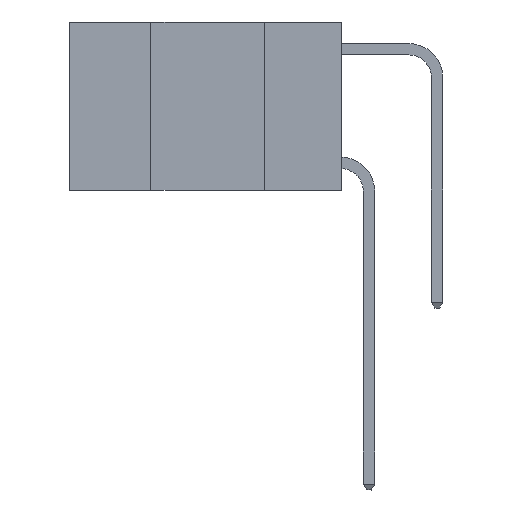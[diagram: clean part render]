
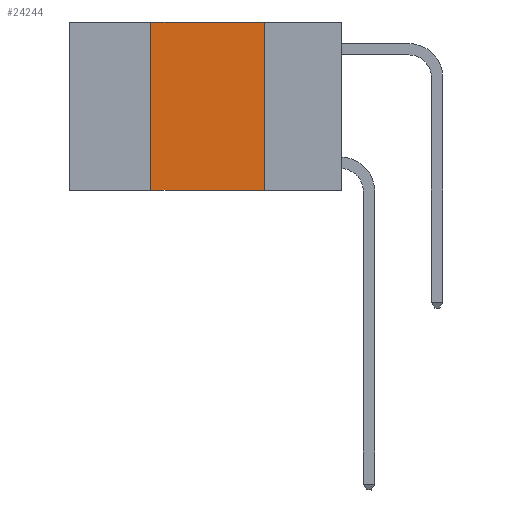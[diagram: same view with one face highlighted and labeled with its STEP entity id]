
A CAD part, left-side view. The second image highlights one B-rep face of the part: STEP entity #24244.
In plain terms, the highlighted planar face has unit normal (-1, 0, 0).
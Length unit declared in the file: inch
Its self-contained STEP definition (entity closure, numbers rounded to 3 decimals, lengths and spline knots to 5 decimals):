
#929 = DIRECTION ( 'NONE',  ( 0., 0., -1. ) ) ;
#1305 = VERTEX_POINT ( 'NONE', #13877 ) ;
#1781 = ORIENTED_EDGE ( 'NONE', *, *, #17604, .T. ) ;
#2245 = CARTESIAN_POINT ( 'NONE',  ( 0., 0.6, -0.37 ) ) ;
#3354 = CARTESIAN_POINT ( 'NONE',  ( 0., 0.6, 0. ) ) ;
#5104 = DIRECTION ( 'NONE',  ( 1., 0., 0. ) ) ;
#5647 = DIRECTION ( 'NONE',  ( 0., -1., 0. ) ) ;
#5914 = LINE ( 'NONE', #2245, #7342 ) ;
#6207 = CARTESIAN_POINT ( 'NONE',  ( 0., 0.17, 0. ) ) ;
#7111 = CARTESIAN_POINT ( 'NONE',  ( 0., 0.6, 0. ) ) ;
#7133 = LINE ( 'NONE', #15502, #14148 ) ;
#7194 = DIRECTION ( 'NONE',  ( 0., 0., 1. ) ) ;
#7342 = VECTOR ( 'NONE', #22912, 39.37008 ) ;
#7384 = LINE ( 'NONE', #3354, #17678 ) ;
#7739 = ORIENTED_EDGE ( 'NONE', *, *, #14003, .F. ) ;
#7843 = EDGE_LOOP ( 'NONE', ( #17516, #21537, #7739, #1781 ) ) ;
#10955 = CARTESIAN_POINT ( 'NONE',  ( 0., 0.42, 0. ) ) ;
#11160 = FACE_OUTER_BOUND ( 'NONE', #7843, .T. ) ;
#11240 = LINE ( 'NONE', #10955, #11491 ) ;
#11491 = VECTOR ( 'NONE', #7194, 39.37008 ) ;
#13177 = AXIS2_PLACEMENT_3D ( 'NONE', #7111, #5104, #25230 ) ;
#13877 = CARTESIAN_POINT ( 'NONE',  ( 0., 0.42, -0.37 ) ) ;
#14003 = EDGE_CURVE ( 'NONE', #1305, #18890, #11240, .T. ) ;
#14148 = VECTOR ( 'NONE', #929, 39.37008 ) ;
#15502 = CARTESIAN_POINT ( 'NONE',  ( 0., 0.17, 0. ) ) ;
#16284 = EDGE_CURVE ( 'NONE', #17128, #17034, #7133, .T. ) ;
#16942 = PLANE ( 'NONE',  #13177 ) ;
#17034 = VERTEX_POINT ( 'NONE', #17666 ) ;
#17128 = VERTEX_POINT ( 'NONE', #6207 ) ;
#17516 = ORIENTED_EDGE ( 'NONE', *, *, #16284, .F. ) ;
#17548 = EDGE_CURVE ( 'NONE', #18890, #17128, #7384, .T. ) ;
#17604 = EDGE_CURVE ( 'NONE', #1305, #17034, #5914, .T. ) ;
#17666 = CARTESIAN_POINT ( 'NONE',  ( 0., 0.17, -0.37 ) ) ;
#17678 = VECTOR ( 'NONE', #5647, 39.37008 ) ;
#18433 = CARTESIAN_POINT ( 'NONE',  ( 0., 0.42, 0. ) ) ;
#18890 = VERTEX_POINT ( 'NONE', #18433 ) ;
#21537 = ORIENTED_EDGE ( 'NONE', *, *, #17548, .F. ) ;
#22912 = DIRECTION ( 'NONE',  ( 0., -1., 0. ) ) ;
#24244 = ADVANCED_FACE ( 'NONE', ( #11160 ), #16942, .F. ) ;
#25230 = DIRECTION ( 'NONE',  ( 0., 0., -1. ) ) ;
